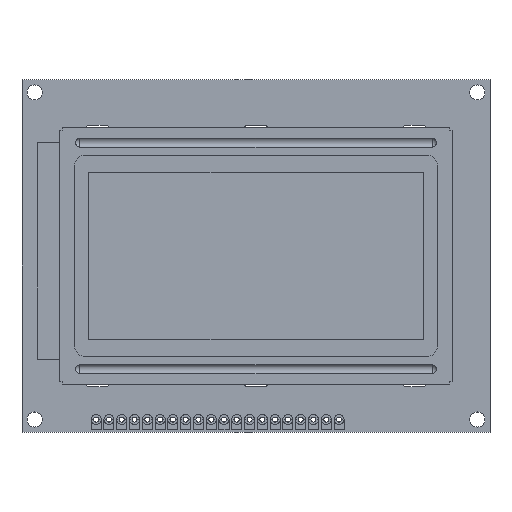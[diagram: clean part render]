
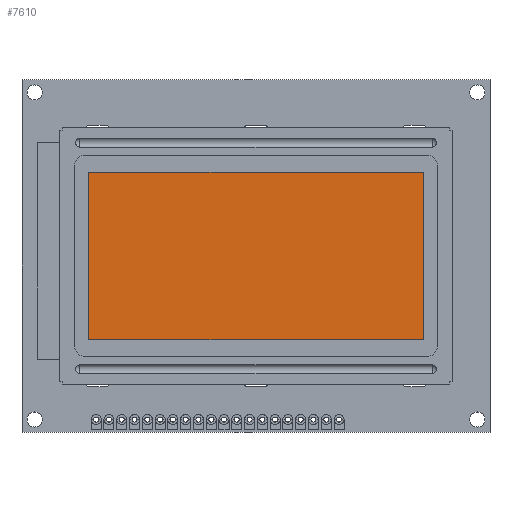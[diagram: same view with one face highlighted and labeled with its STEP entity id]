
A CAD part, top view. The second image highlights one B-rep face of the part: STEP entity #7610.
In plain terms, the highlighted planar face has unit normal (0, 0, 1).
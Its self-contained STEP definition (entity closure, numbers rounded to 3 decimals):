
#7296 = VERTEX_POINT('',#7297);
#7297 = CARTESIAN_POINT('',(-33.24,-16.62,9.3));
#7304 = PLANE('',#7305);
#7305 = AXIS2_PLACEMENT_3D('',#7306,#7307,#7308);
#7306 = CARTESIAN_POINT('',(-33.24,-16.62,8.8));
#7307 = DIRECTION('',(1.,0.,0.));
#7308 = DIRECTION('',(0.,0.,1.));
#7316 = PLANE('',#7317);
#7317 = AXIS2_PLACEMENT_3D('',#7318,#7319,#7320);
#7318 = CARTESIAN_POINT('',(-33.24,-16.62,8.8));
#7319 = DIRECTION('',(0.,1.,0.));
#7320 = DIRECTION('',(0.,0.,1.));
#7357 = VERTEX_POINT('',#7358);
#7358 = CARTESIAN_POINT('',(-33.24,16.62,9.3));
#7372 = PLANE('',#7373);
#7373 = AXIS2_PLACEMENT_3D('',#7374,#7375,#7376);
#7374 = CARTESIAN_POINT('',(-33.24,16.62,8.8));
#7375 = DIRECTION('',(0.,1.,0.));
#7376 = DIRECTION('',(0.,0.,1.));
#7384 = EDGE_CURVE('',#7296,#7357,#7385,.T.);
#7385 = SURFACE_CURVE('',#7386,(#7390,#7397),.PCURVE_S1.);
#7386 = LINE('',#7387,#7388);
#7387 = CARTESIAN_POINT('',(-33.24,-16.62,9.3));
#7388 = VECTOR('',#7389,1.);
#7389 = DIRECTION('',(0.,1.,0.));
#7390 = PCURVE('',#7304,#7391);
#7391 = DEFINITIONAL_REPRESENTATION('',(#7392),#7396);
#7392 = LINE('',#7393,#7394);
#7393 = CARTESIAN_POINT('',(0.5,0.));
#7394 = VECTOR('',#7395,1.);
#7395 = DIRECTION('',(0.,-1.));
#7396 = ( GEOMETRIC_REPRESENTATION_CONTEXT(2) 
PARAMETRIC_REPRESENTATION_CONTEXT() REPRESENTATION_CONTEXT('2D SPACE',''
  ) );
#7397 = PCURVE('',#7398,#7403);
#7398 = PLANE('',#7399);
#7399 = AXIS2_PLACEMENT_3D('',#7400,#7401,#7402);
#7400 = CARTESIAN_POINT('',(-33.24,-16.62,9.3));
#7401 = DIRECTION('',(0.,0.,1.));
#7402 = DIRECTION('',(1.,0.,0.));
#7403 = DEFINITIONAL_REPRESENTATION('',(#7404),#7408);
#7404 = LINE('',#7405,#7406);
#7405 = CARTESIAN_POINT('',(0.,0.));
#7406 = VECTOR('',#7407,1.);
#7407 = DIRECTION('',(0.,1.));
#7408 = ( GEOMETRIC_REPRESENTATION_CONTEXT(2) 
PARAMETRIC_REPRESENTATION_CONTEXT() REPRESENTATION_CONTEXT('2D SPACE',''
  ) );
#7416 = VERTEX_POINT('',#7417);
#7417 = CARTESIAN_POINT('',(33.28,-16.62,9.3));
#7424 = PLANE('',#7425);
#7425 = AXIS2_PLACEMENT_3D('',#7426,#7427,#7428);
#7426 = CARTESIAN_POINT('',(33.28,-16.62,8.8));
#7427 = DIRECTION('',(1.,0.,0.));
#7428 = DIRECTION('',(0.,0.,1.));
#7467 = VERTEX_POINT('',#7468);
#7468 = CARTESIAN_POINT('',(33.28,16.62,9.3));
#7489 = EDGE_CURVE('',#7416,#7467,#7490,.T.);
#7490 = SURFACE_CURVE('',#7491,(#7495,#7502),.PCURVE_S1.);
#7491 = LINE('',#7492,#7493);
#7492 = CARTESIAN_POINT('',(33.28,-16.62,9.3));
#7493 = VECTOR('',#7494,1.);
#7494 = DIRECTION('',(0.,1.,0.));
#7495 = PCURVE('',#7424,#7496);
#7496 = DEFINITIONAL_REPRESENTATION('',(#7497),#7501);
#7497 = LINE('',#7498,#7499);
#7498 = CARTESIAN_POINT('',(0.5,0.));
#7499 = VECTOR('',#7500,1.);
#7500 = DIRECTION('',(0.,-1.));
#7501 = ( GEOMETRIC_REPRESENTATION_CONTEXT(2) 
PARAMETRIC_REPRESENTATION_CONTEXT() REPRESENTATION_CONTEXT('2D SPACE',''
  ) );
#7502 = PCURVE('',#7398,#7503);
#7503 = DEFINITIONAL_REPRESENTATION('',(#7504),#7508);
#7504 = LINE('',#7505,#7506);
#7505 = CARTESIAN_POINT('',(66.52,0.));
#7506 = VECTOR('',#7507,1.);
#7507 = DIRECTION('',(0.,1.));
#7508 = ( GEOMETRIC_REPRESENTATION_CONTEXT(2) 
PARAMETRIC_REPRESENTATION_CONTEXT() REPRESENTATION_CONTEXT('2D SPACE',''
  ) );
#7535 = EDGE_CURVE('',#7296,#7416,#7536,.T.);
#7536 = SURFACE_CURVE('',#7537,(#7541,#7548),.PCURVE_S1.);
#7537 = LINE('',#7538,#7539);
#7538 = CARTESIAN_POINT('',(-33.24,-16.62,9.3));
#7539 = VECTOR('',#7540,1.);
#7540 = DIRECTION('',(1.,0.,0.));
#7541 = PCURVE('',#7316,#7542);
#7542 = DEFINITIONAL_REPRESENTATION('',(#7543),#7547);
#7543 = LINE('',#7544,#7545);
#7544 = CARTESIAN_POINT('',(0.5,0.));
#7545 = VECTOR('',#7546,1.);
#7546 = DIRECTION('',(0.,1.));
#7547 = ( GEOMETRIC_REPRESENTATION_CONTEXT(2) 
PARAMETRIC_REPRESENTATION_CONTEXT() REPRESENTATION_CONTEXT('2D SPACE',''
  ) );
#7548 = PCURVE('',#7398,#7549);
#7549 = DEFINITIONAL_REPRESENTATION('',(#7550),#7554);
#7550 = LINE('',#7551,#7552);
#7551 = CARTESIAN_POINT('',(0.,0.));
#7552 = VECTOR('',#7553,1.);
#7553 = DIRECTION('',(1.,0.));
#7554 = ( GEOMETRIC_REPRESENTATION_CONTEXT(2) 
PARAMETRIC_REPRESENTATION_CONTEXT() REPRESENTATION_CONTEXT('2D SPACE',''
  ) );
#7582 = EDGE_CURVE('',#7357,#7467,#7583,.T.);
#7583 = SURFACE_CURVE('',#7584,(#7588,#7595),.PCURVE_S1.);
#7584 = LINE('',#7585,#7586);
#7585 = CARTESIAN_POINT('',(-33.24,16.62,9.3));
#7586 = VECTOR('',#7587,1.);
#7587 = DIRECTION('',(1.,0.,0.));
#7588 = PCURVE('',#7372,#7589);
#7589 = DEFINITIONAL_REPRESENTATION('',(#7590),#7594);
#7590 = LINE('',#7591,#7592);
#7591 = CARTESIAN_POINT('',(0.5,0.));
#7592 = VECTOR('',#7593,1.);
#7593 = DIRECTION('',(0.,1.));
#7594 = ( GEOMETRIC_REPRESENTATION_CONTEXT(2) 
PARAMETRIC_REPRESENTATION_CONTEXT() REPRESENTATION_CONTEXT('2D SPACE',''
  ) );
#7595 = PCURVE('',#7398,#7596);
#7596 = DEFINITIONAL_REPRESENTATION('',(#7597),#7601);
#7597 = LINE('',#7598,#7599);
#7598 = CARTESIAN_POINT('',(0.,33.24));
#7599 = VECTOR('',#7600,1.);
#7600 = DIRECTION('',(1.,0.));
#7601 = ( GEOMETRIC_REPRESENTATION_CONTEXT(2) 
PARAMETRIC_REPRESENTATION_CONTEXT() REPRESENTATION_CONTEXT('2D SPACE',''
  ) );
#7610 = ADVANCED_FACE('',(#7611),#7398,.T.);
#7611 = FACE_BOUND('',#7612,.T.);
#7612 = EDGE_LOOP('',(#7613,#7614,#7615,#7616));
#7613 = ORIENTED_EDGE('',*,*,#7384,.F.);
#7614 = ORIENTED_EDGE('',*,*,#7535,.T.);
#7615 = ORIENTED_EDGE('',*,*,#7489,.T.);
#7616 = ORIENTED_EDGE('',*,*,#7582,.F.);
